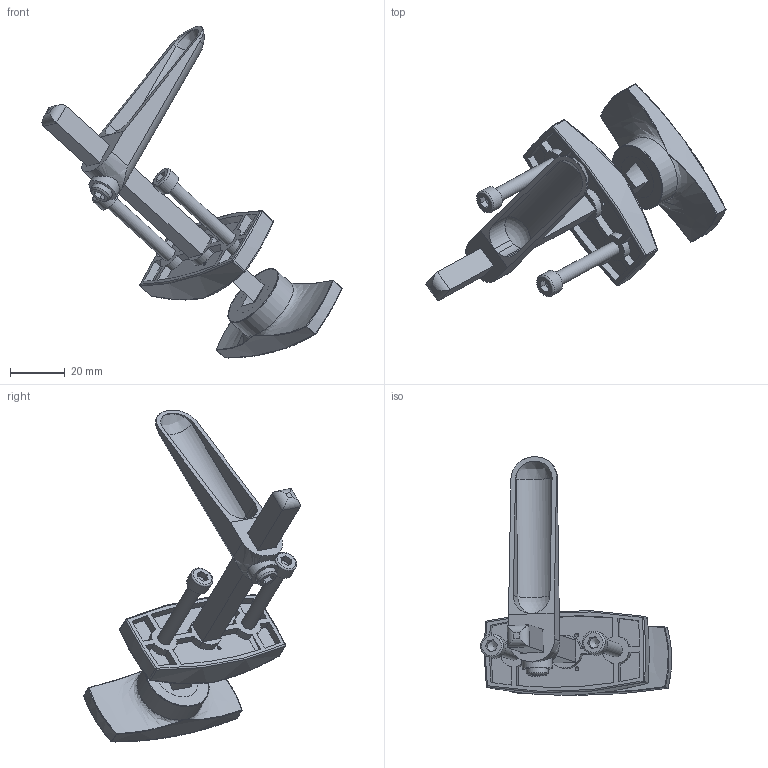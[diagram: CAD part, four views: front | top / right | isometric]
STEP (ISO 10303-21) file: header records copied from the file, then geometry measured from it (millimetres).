
FILE_DESCRIPTION(/* description */ ('Maniglia con serratura profili 45-40 con viti'),/* implementation_level */ '2;1');
FILE_NAME(/* name */ 'HHT45-40.stp',/* time_stamp */ '2021-02-19T14:52:12+01:00',/* author */ ('omnitec'),/* organization */ ('Microsoft'),/* preprocessor_version */ 'ST-DEVELOPER v18.1',/* originating_system */ 'Autodesk Inventor 2021',/* authorisation */ '');
FILE_SCHEMA (('AUTOMOTIVE_DESIGN { 1 0 10303 214 3 1 1 }'));
Length unit declared in the file: millimetre
Products named in the file (1): HHT45-40
Bounding box: 109.17 x 78.8 x 120.79 mm (x, y, z)
Surface area: 21317 mm2 (no closed solid volume)
Topology: 0 solids, 8 shells, 193 faces, 521 edges, 318 vertices
Faces by surface type: plane 72, cylinder 62, bspline 32, sphere 11, torus 9, cone 7
Full cylindrical faces by diameter (mm): 1.4 x2, 5 x2, 8 x1, 8.5 x2, 11 x1, 16 x1, 25 x1
Entity records: 9372 total; most frequent: CARTESIAN_POINT 4675, DIRECTION 964, ORIENTED_EDGE 920, EDGE_CURVE 510, AXIS2_PLACEMENT_3D 358, VERTEX_POINT 318, LINE 248, VECTOR 248
